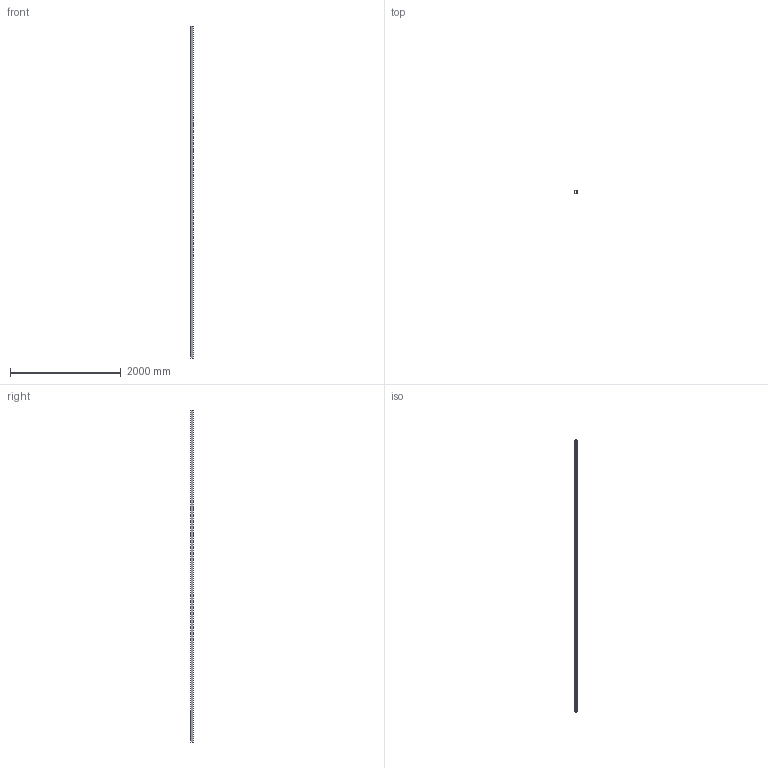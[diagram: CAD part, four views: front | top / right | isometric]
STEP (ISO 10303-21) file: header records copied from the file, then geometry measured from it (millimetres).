
FILE_DESCRIPTION (( 'STEP AP203' ), '1' );
FILE_NAME ('55405-240.step', '2023-04-03T06:57:11', ( '' ), ( '' ), 'SwSTEP 2.0', 'SolidWorks 2018', '' );
FILE_SCHEMA (( 'CONFIG_CONTROL_DESIGN' ));
Length unit declared in the file: millimetre
Products named in the file (1): 55405-240
Bounding box: 50 x 50 x 6000 mm (x, y, z)
Volume: 2262795.6 mm3; surface area: 2263563 mm2
Topology: 1 solids, 1 shells, 289 faces, 786 edges, 524 vertices
Faces by surface type: plane 165, bspline 116, cylinder 8
Entity records: 14961 total; most frequent: CARTESIAN_POINT 8356, ORIENTED_EDGE 1572, DIRECTION 918, EDGE_CURVE 786, VECTOR 538, LINE 538, VERTEX_POINT 524, EDGE_LOOP 316
